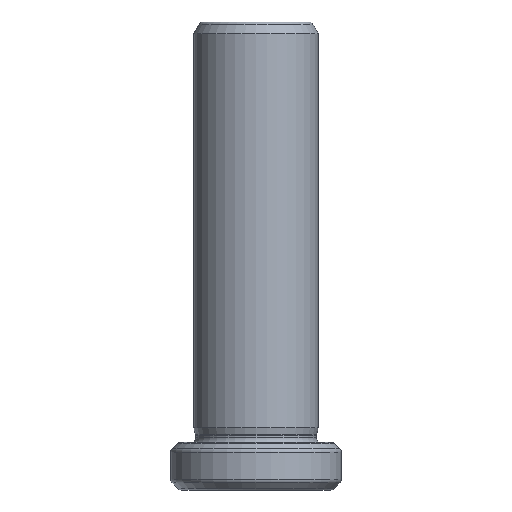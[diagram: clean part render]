
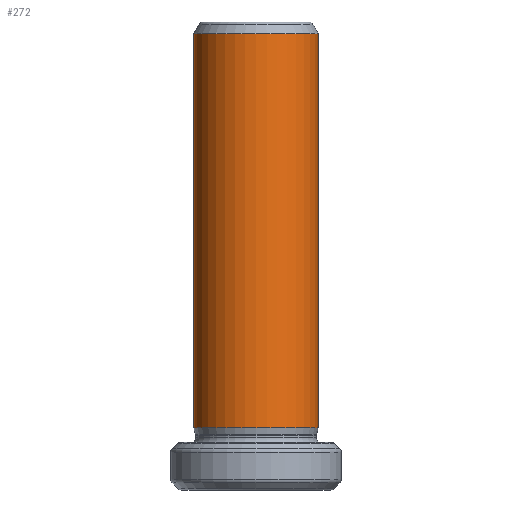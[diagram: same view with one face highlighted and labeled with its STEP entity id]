
A CAD part, front view. The second image highlights one B-rep face of the part: STEP entity #272.
In plain terms, the highlighted cylindrical face has radius 3.999 mm (diameter 7.998 mm), a full revolution.
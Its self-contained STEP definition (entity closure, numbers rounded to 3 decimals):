
#31=CYLINDRICAL_SURFACE('',#331,3.999);
#80=ORIENTED_EDGE('',*,*,#83,.T.);
#81=ORIENTED_EDGE('',*,*,#85,.T.);
#83=EDGE_CURVE('',#106,#106,#129,.T.);
#85=EDGE_CURVE('',#108,#108,#131,.T.);
#106=VERTEX_POINT('',#431);
#108=VERTEX_POINT('',#436);
#129=CIRCLE('',#288,3.999);
#131=CIRCLE('',#291,3.999);
#195=EDGE_LOOP('',(#80));
#196=EDGE_LOOP('',(#81));
#241=FACE_BOUND('',#195,.T.);
#242=FACE_BOUND('',#196,.T.);
#272=ADVANCED_FACE('',(#241,#242),#31,.T.);
#288=AXIS2_PLACEMENT_3D('',#430,#338,#339);
#291=AXIS2_PLACEMENT_3D('',#435,#344,#345);
#331=AXIS2_PLACEMENT_3D('',#495,#424,#425);
#338=DIRECTION('',(0.,0.,1.));
#339=DIRECTION('',(1.,0.,0.));
#344=DIRECTION('',(0.,0.,-1.));
#345=DIRECTION('',(-1.,0.,0.));
#424=DIRECTION('',(0.,0.,1.));
#425=DIRECTION('',(1.,0.,0.));
#430=CARTESIAN_POINT('',(0.,0.,0.936));
#431=CARTESIAN_POINT('',(3.999,0.,0.936));
#435=CARTESIAN_POINT('',(0.,0.,26.262));
#436=CARTESIAN_POINT('',(-3.999,0.,26.262));
#495=CARTESIAN_POINT('',(0.,0.,0.));
